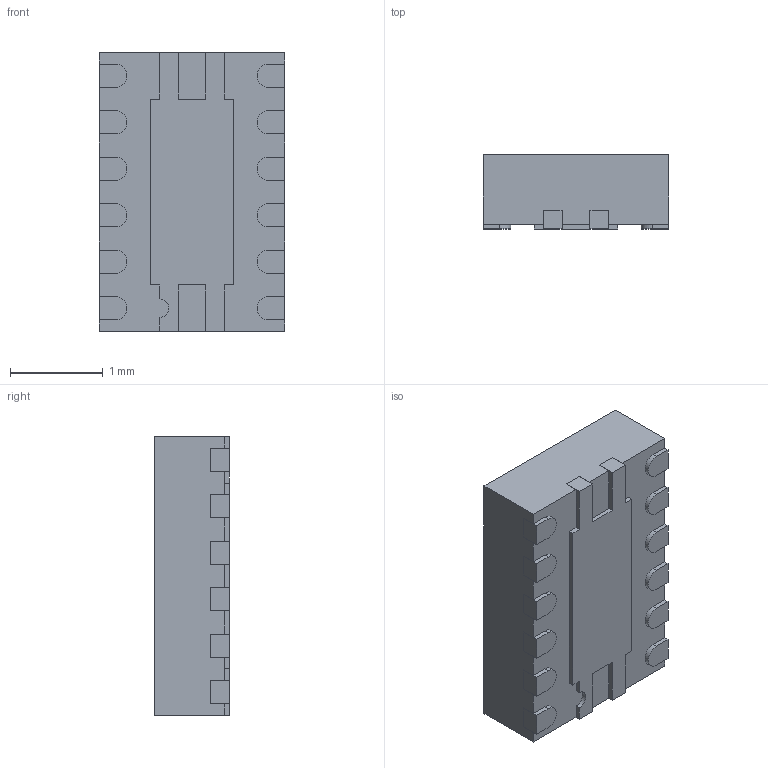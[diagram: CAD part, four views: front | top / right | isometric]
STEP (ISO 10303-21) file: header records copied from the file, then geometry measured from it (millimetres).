
FILE_DESCRIPTION (( 'STEP AP214' ), '1' );
FILE_NAME ('DSS12.STEP', '2020-08-28T03:11:24', ( '' ), ( '' ), 'SwSTEP 2.0', 'SolidWorks 2017', '' );
FILE_SCHEMA (( 'AUTOMOTIVE_DESIGN' ));
Length unit declared in the file: millimetre
Products named in the file (1): DSS12
Bounding box: 2 x 0.8 x 3 mm (x, y, z)
Volume: 4.7 mm3; surface area: 32.4 mm2
Topology: 15 solids, 15 shells, 179 faces, 444 edges, 296 vertices
Faces by surface type: plane 149, cylinder 30
Entity records: 6331 total; most frequent: CARTESIAN_POINT 920, ORIENTED_EDGE 888, DIRECTION 864, EDGE_CURVE 444, LINE 384, VECTOR 384, VERTEX_POINT 296, AXIS2_PLACEMENT_3D 240
